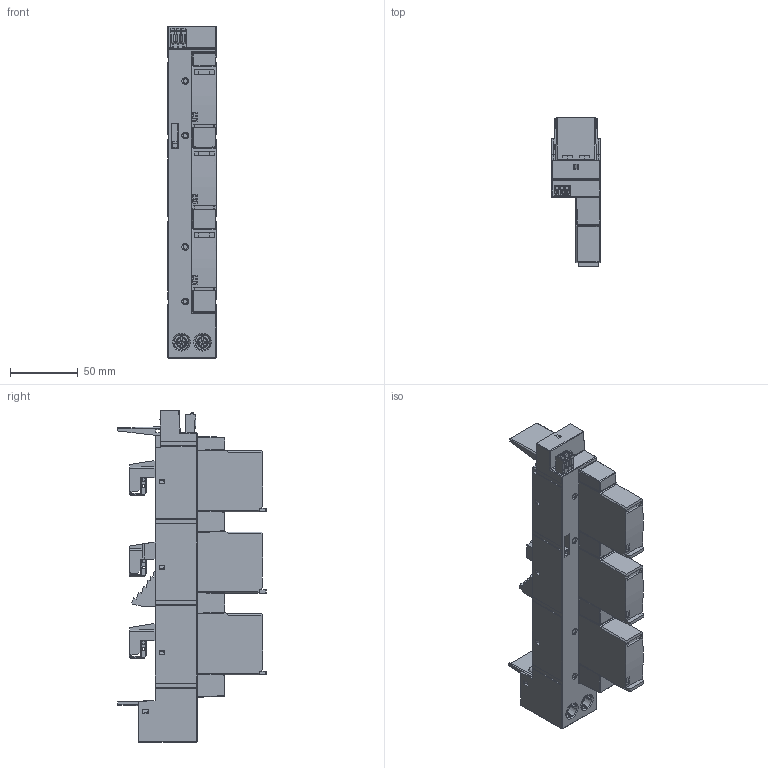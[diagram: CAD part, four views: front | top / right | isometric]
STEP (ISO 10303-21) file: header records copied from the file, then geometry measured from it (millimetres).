
FILE_DESCRIPTION((''),'2;1');
FILE_NAME('002440861_ETITEC_M60F_T23_300_2_ASM','2024-10-17T10:41:37',('klemen.sitar'),('Audax d.o.o.'),'CREO PARAMETRIC BY PTC INC, 2021304','CREO PARAMETRIC BY PTC INC, 2021304','');
FILE_SCHEMA(('AP242_MANAGED_MODEL_BASED_3D_ENGINEERING_MIM_LF { 1 0 10303 442 1 1 4 }'));
Products named in the file (22): 637000350_CON_FEMALE_6_1_2_3_1; N1_1; PRT0001_1_1; PRT0001_1_2; PRT0001_1_3; PRT0001_1_ASM; PRT0002_1_1; PRT0002_1_2; PRT0002_1_3; PRT0002_1_ASM; PRT0003_1; N2_1; PRT0004_1_1; PRT0004_1_2; PRT0004_1_3; PRT0004_1_ASM; PRT0006_1_1_1_1_1_1; PRT0006_1_1_1_1_1_1_1; PRT0006_1_1_1_1_1_1_1_1; PRT0001_1_1_1_1; PRT0001_1_1_1_1_1; 002440861_ETITEC_M60F_T23_300_2_ASM
Assembly tree (21 placements, depth 3):
  002440861_ETITEC_M60F_T23_300_2_ASM
    637000350_CON_FEMALE_6_1_2_3_1
    N1_1
    PRT0001_1_ASM
      PRT0001_1_1
      PRT0001_1_2
      PRT0001_1_3
    PRT0002_1_ASM
      PRT0002_1_1
      PRT0002_1_2
      PRT0002_1_3
    PRT0003_1
    N2_1
    PRT0004_1_ASM
      PRT0004_1_1
      PRT0004_1_2
      PRT0004_1_3
    PRT0006_1_1_1_1_1_1
    PRT0006_1_1_1_1_1_1_1
    PRT0006_1_1_1_1_1_1_1_1
    PRT0001_1_1_1_1
    PRT0001_1_1_1_1_1
Bounding box: 36 x 109.3 x 244.5 mm (x, y, z)
Volume: 239495.9 mm3; surface area: 160493.7 mm2
Topology: 15 solids, 24 shells, 2667 faces, 7704 edges, 5081 vertices
Faces by surface type: plane 1897, cylinder 455, cone 186, bspline 69, torus 39, extrusion 11, sphere 10
Entity records: 142196 total; most frequent: CARTESIAN_POINT 28758, ORIENTED_EDGE 15277, DIRECTION 13305, PRESENTATION_STYLE_ASSIGNMENT 10406, STYLED_ITEM 10406, CURVE_STYLE 7715, EDGE_CURVE 7682, VECTOR 5799
